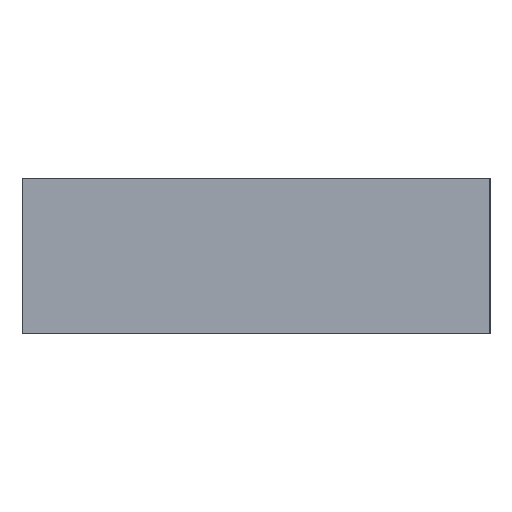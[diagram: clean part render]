
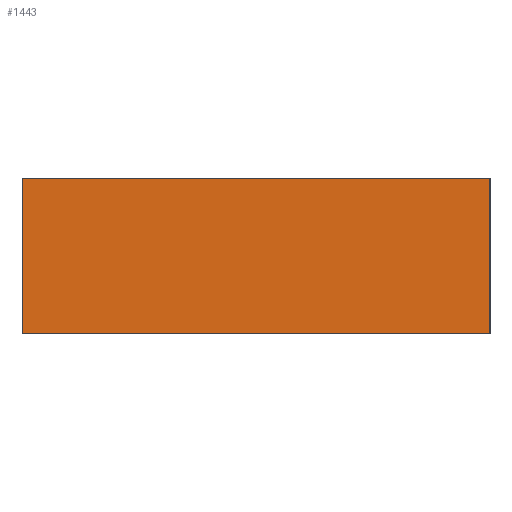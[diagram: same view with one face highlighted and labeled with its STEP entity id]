
A CAD part, left-side view. The second image highlights one B-rep face of the part: STEP entity #1443.
In plain terms, the highlighted planar face has unit normal (-1, 0, 0).
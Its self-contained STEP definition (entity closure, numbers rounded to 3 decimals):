
#59 = CARTESIAN_POINT ( 'NONE',  ( 0., 0., 2. ) ) ;
#66 = EDGE_CURVE ( 'NONE', #1284, #1223, #711, .T. ) ;
#136 = CARTESIAN_POINT ( 'NONE',  ( 0., 0., 2. ) ) ;
#156 = PLANE ( 'NONE',  #1400 ) ;
#158 = DIRECTION ( 'NONE',  ( 1., 0., 0. ) ) ;
#160 = DIRECTION ( 'NONE',  ( 0., 0., -1. ) ) ;
#188 = FACE_OUTER_BOUND ( 'NONE', #750, .T. ) ;
#301 = LINE ( 'NONE', #774, #303 ) ;
#303 = VECTOR ( 'NONE', #768, 1000. ) ;
#383 = LINE ( 'NONE', #1165, #386 ) ;
#386 = VECTOR ( 'NONE', #1169, 1000. ) ;
#420 = VECTOR ( 'NONE', #1062, 1000. ) ;
#421 = LINE ( 'NONE', #1073, #420 ) ;
#566 = CARTESIAN_POINT ( 'NONE',  ( 0., 6., 0. ) ) ;
#705 = VECTOR ( 'NONE', #1195, 1000. ) ;
#711 = LINE ( 'NONE', #59, #705 ) ;
#750 = EDGE_LOOP ( 'NONE', ( #977, #972, #965, #961 ) ) ;
#757 = CARTESIAN_POINT ( 'NONE',  ( 0., 6., 2. ) ) ;
#768 = DIRECTION ( 'NONE',  ( 0., -1., 0. ) ) ;
#774 = CARTESIAN_POINT ( 'NONE',  ( 0., 0., 0. ) ) ;
#961 = ORIENTED_EDGE ( 'NONE', *, *, #1161, .T. ) ;
#962 = CARTESIAN_POINT ( 'NONE',  ( 0., 0., 0. ) ) ;
#965 = ORIENTED_EDGE ( 'NONE', *, *, #1370, .F. ) ;
#972 = ORIENTED_EDGE ( 'NONE', *, *, #66, .F. ) ;
#977 = ORIENTED_EDGE ( 'NONE', *, *, #1475, .T. ) ;
#997 = VERTEX_POINT ( 'NONE', #566 ) ;
#1052 = CARTESIAN_POINT ( 'NONE',  ( 0., 0., 2. ) ) ;
#1062 = DIRECTION ( 'NONE',  ( 0., 0., -1. ) ) ;
#1073 = CARTESIAN_POINT ( 'NONE',  ( 0., 6., 2. ) ) ;
#1085 = VERTEX_POINT ( 'NONE', #757 ) ;
#1161 = EDGE_CURVE ( 'NONE', #1085, #997, #421, .T. ) ;
#1165 = CARTESIAN_POINT ( 'NONE',  ( 0., 0., 2. ) ) ;
#1169 = DIRECTION ( 'NONE',  ( 0., -1., 0. ) ) ;
#1195 = DIRECTION ( 'NONE',  ( 0., 0., -1. ) ) ;
#1223 = VERTEX_POINT ( 'NONE', #962 ) ;
#1284 = VERTEX_POINT ( 'NONE', #1052 ) ;
#1370 = EDGE_CURVE ( 'NONE', #1085, #1284, #383, .T. ) ;
#1400 = AXIS2_PLACEMENT_3D ( 'NONE', #136, #158, #160 ) ;
#1443 = ADVANCED_FACE ( 'NONE', ( #188 ), #156, .F. ) ;
#1475 = EDGE_CURVE ( 'NONE', #997, #1223, #301, .T. ) ;
